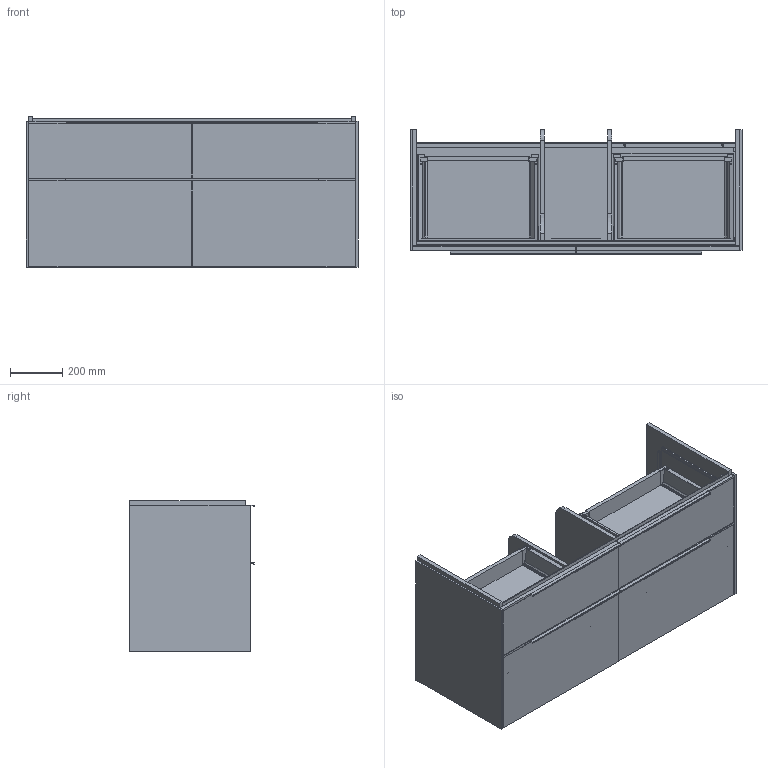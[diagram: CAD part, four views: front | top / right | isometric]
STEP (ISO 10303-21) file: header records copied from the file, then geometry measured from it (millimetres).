
FILE_DESCRIPTION(/* description */ (''),/* implementation_level */ '2;1');
FILE_NAME(/* name */ 'TK126_C6020Z_RFS.stp',/* time_stamp */ '2020-12-01T09:41:14+01:00',/* author */ ('StegeR'),/* organization */ (''),/* preprocessor_version */ 'ST-DEVELOPER v16.1',/* originating_system */ 'Autodesk Inventor 2016',/* authorisation */ '');
FILE_SCHEMA (('AUTOMOTIVE_DESIGN { 1 0 10303 214 3 1 1 }'));
Products named in the file (1): TK126_C6020Z_RFS
Bounding box: 1272 x 478 x 576 mm (x, y, z)
Volume: 56237590.7 mm3; surface area: 9719822.7 mm2
Topology: 77 solids, 79 shells, 4245 faces, 11617 edges, 7720 vertices
Faces by surface type: plane 2985, cylinder 1240, cone 18, bspline 2
Full cylindrical faces by diameter (mm): 2.5 x4, 3 x2, 3.8 x1, 4 x14, 5 x13, 5.1 x8, 6 x28, 7.2 x4, 10 x4, 12 x4, 12.2 x4, 25 x2, 26 x2
Entity records: 134668 total; most frequent: CARTESIAN_POINT 23793, ORIENTED_EDGE 22994, DIRECTION 22510, EDGE_CURVE 11495, LINE 8904, VECTOR 8904, VERTEX_POINT 7702, AXIS2_PLACEMENT_3D 6803
